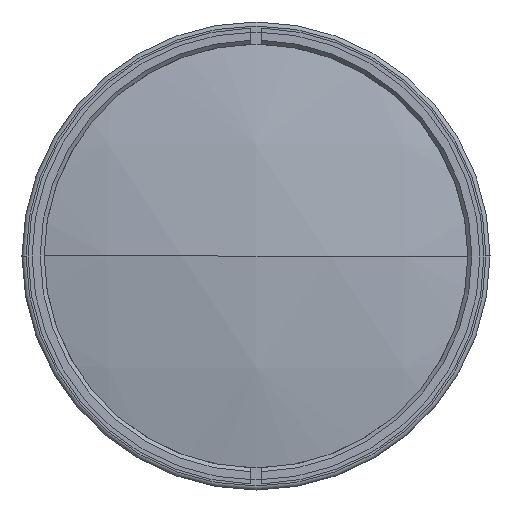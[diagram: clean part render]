
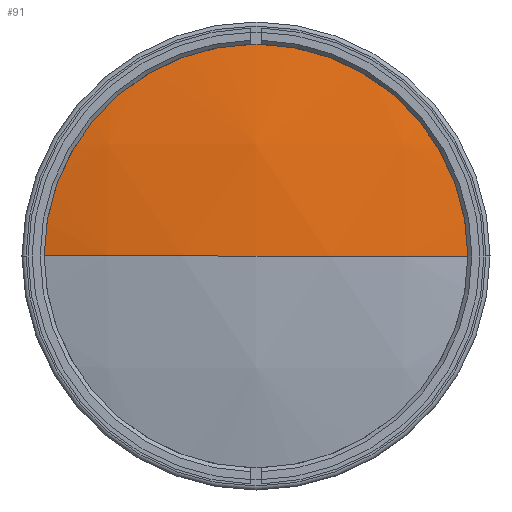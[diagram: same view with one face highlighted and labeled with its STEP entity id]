
A CAD part, left-side view. The second image highlights one B-rep face of the part: STEP entity #91.
In plain terms, the highlighted spherical face has radius 252 mm.
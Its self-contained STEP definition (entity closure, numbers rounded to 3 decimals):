
#40 = AXIS2_PLACEMENT_3D ( 'NONE', #1961, #1100, #402 ) ;
#60 = DIRECTION ( 'NONE',  ( 0., 1., 0. ) ) ;
#91 = ADVANCED_FACE ( 'NONE', ( #477 ), #1009, .T. ) ;
#102 = CIRCLE ( 'NONE', #1183, 252. ) ;
#289 = CARTESIAN_POINT ( 'NONE',  ( 14.716, 0., 0. ) ) ;
#399 = CARTESIAN_POINT ( 'NONE',  ( 14.716, 0., 0. ) ) ;
#402 = DIRECTION ( 'NONE',  ( 0., 0., -1. ) ) ;
#477 = FACE_OUTER_BOUND ( 'NONE', #1103, .T. ) ;
#681 = VERTEX_POINT ( 'NONE', #3302 ) ;
#803 = ORIENTED_EDGE ( 'NONE', *, *, #1139, .F. ) ;
#1009 = SPHERICAL_SURFACE ( 'NONE', #1909, 252. ) ;
#1100 = DIRECTION ( 'NONE',  ( -1., 0., 0. ) ) ;
#1103 = EDGE_LOOP ( 'NONE', ( #3148, #2958, #803 ) ) ;
#1139 = EDGE_CURVE ( 'NONE', #681, #1352, #1455, .T. ) ;
#1183 = AXIS2_PLACEMENT_3D ( 'NONE', #399, #1437, #2466 ) ;
#1242 = CIRCLE ( 'NONE', #40, 55. ) ;
#1273 = DIRECTION ( 'NONE',  ( 0., -1., 0. ) ) ;
#1352 = VERTEX_POINT ( 'NONE', #3195 ) ;
#1437 = DIRECTION ( 'NONE',  ( 0., 0., 1. ) ) ;
#1455 = CIRCLE ( 'NONE', #2148, 252. ) ;
#1558 = CARTESIAN_POINT ( 'NONE',  ( -231.209, 55., 0. ) ) ;
#1598 = DIRECTION ( 'NONE',  ( 0., 0., -1. ) ) ;
#1872 = EDGE_CURVE ( 'NONE', #2815, #1352, #102, .T. ) ;
#1909 = AXIS2_PLACEMENT_3D ( 'NONE', #2292, #2229, #1273 ) ;
#1961 = CARTESIAN_POINT ( 'NONE',  ( -231.209, 0., 0. ) ) ;
#2148 = AXIS2_PLACEMENT_3D ( 'NONE', #289, #1598, #60 ) ;
#2229 = DIRECTION ( 'NONE',  ( 0., 0., 1. ) ) ;
#2292 = CARTESIAN_POINT ( 'NONE',  ( 14.716, 0., 0. ) ) ;
#2376 = EDGE_CURVE ( 'NONE', #681, #2815, #1242, .T. ) ;
#2466 = DIRECTION ( 'NONE',  ( 0., -1., 0. ) ) ;
#2815 = VERTEX_POINT ( 'NONE', #1558 ) ;
#2958 = ORIENTED_EDGE ( 'NONE', *, *, #1872, .T. ) ;
#3148 = ORIENTED_EDGE ( 'NONE', *, *, #2376, .T. ) ;
#3195 = CARTESIAN_POINT ( 'NONE',  ( -237.284, 0., 0. ) ) ;
#3302 = CARTESIAN_POINT ( 'NONE',  ( -231.209, -55., 0. ) ) ;
